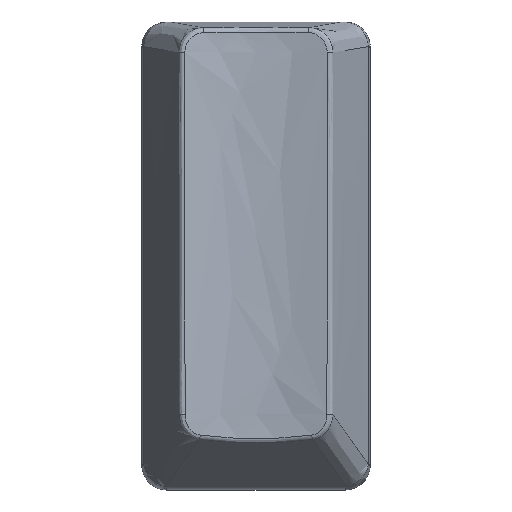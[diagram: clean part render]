
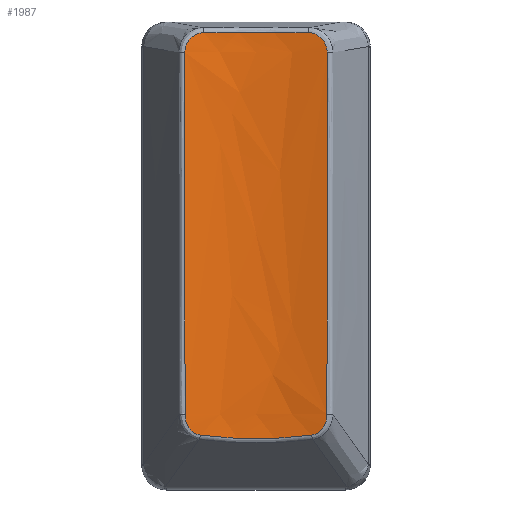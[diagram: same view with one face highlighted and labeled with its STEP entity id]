
A CAD part, top view. The second image highlights one B-rep face of the part: STEP entity #1987.
In plain terms, the highlighted free-form (B-spline) face has degree [1, 2] with [2, 3] control points.
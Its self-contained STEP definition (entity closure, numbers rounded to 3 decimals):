
#14=(
BOUNDED_SURFACE()
B_SPLINE_SURFACE(1,2,((#4792,#4793,#4794),(#4795,#4796,#4797)),
 .UNSPECIFIED.,.F.,.F.,.F.)
B_SPLINE_SURFACE_WITH_KNOTS((2,2),(3,3),(-1.41,0.09),
(-1.836,-1.306),.UNSPECIFIED.)
GEOMETRIC_REPRESENTATION_ITEM()
RATIONAL_B_SPLINE_SURFACE(((1.,0.965,1.),(1.,0.965,
1.)))
REPRESENTATION_ITEM('')
SURFACE()
);
#252=FACE_OUTER_BOUND('',#377,.T.);
#377=EDGE_LOOP('',(#1762,#1763,#1764,#1765,#1766,#1767,#1768,#1769));
#729=B_SPLINE_CURVE_WITH_KNOTS('',3,(#4532,#4533,#4534,#4535),
 .UNSPECIFIED.,.F.,.F.,(4,4),(0.,0.852),.UNSPECIFIED.);
#731=B_SPLINE_CURVE_WITH_KNOTS('',3,(#4569,#4570,#4571,#4572,#4573),
 .UNSPECIFIED.,.F.,.F.,(4,1,4),(0.,0.141,
0.246),.UNSPECIFIED.);
#733=B_SPLINE_CURVE_WITH_KNOTS('',3,(#4601,#4602,#4603,#4604),
 .UNSPECIFIED.,.F.,.F.,(4,4),(0.,2.879),.UNSPECIFIED.);
#735=B_SPLINE_CURVE_WITH_KNOTS('',3,(#4637,#4638,#4639,#4640,#4641),
 .UNSPECIFIED.,.F.,.F.,(4,1,4),(0.,0.13,0.228),
 .UNSPECIFIED.);
#736=B_SPLINE_CURVE_WITH_KNOTS('',3,(#4660,#4661,#4662,#4663),
 .UNSPECIFIED.,.F.,.F.,(4,4),(0.,0.911),.UNSPECIFIED.);
#737=B_SPLINE_CURVE_WITH_KNOTS('',3,(#4696,#4697,#4698,#4699,#4700,#4701),
 .UNSPECIFIED.,.F.,.F.,(4,1,1,4),(0.,0.065,
0.13,0.228),.UNSPECIFIED.);
#738=B_SPLINE_CURVE_WITH_KNOTS('',3,(#4724,#4725,#4726,#4727),
 .UNSPECIFIED.,.F.,.F.,(4,4),(0.,2.879),
 .UNSPECIFIED.);
#740=B_SPLINE_CURVE_WITH_KNOTS('',3,(#4758,#4759,#4760,#4761,#4762),
 .UNSPECIFIED.,.F.,.F.,(4,1,4),(0.,0.141,0.246),
 .UNSPECIFIED.);
#915=VERTEX_POINT('',#4522);
#918=VERTEX_POINT('',#4530);
#919=VERTEX_POINT('',#4561);
#921=VERTEX_POINT('',#4594);
#923=VERTEX_POINT('',#4630);
#924=VERTEX_POINT('',#4658);
#925=VERTEX_POINT('',#4694);
#926=VERTEX_POINT('',#4722);
#1198=EDGE_CURVE('',#918,#915,#729,.T.);
#1201=EDGE_CURVE('',#915,#919,#731,.T.);
#1204=EDGE_CURVE('',#919,#921,#733,.T.);
#1207=EDGE_CURVE('',#921,#923,#735,.T.);
#1209=EDGE_CURVE('',#923,#924,#736,.T.);
#1211=EDGE_CURVE('',#924,#925,#737,.T.);
#1213=EDGE_CURVE('',#925,#926,#738,.T.);
#1215=EDGE_CURVE('',#926,#918,#740,.T.);
#1762=ORIENTED_EDGE('',*,*,#1198,.F.);
#1763=ORIENTED_EDGE('',*,*,#1215,.F.);
#1764=ORIENTED_EDGE('',*,*,#1213,.F.);
#1765=ORIENTED_EDGE('',*,*,#1211,.F.);
#1766=ORIENTED_EDGE('',*,*,#1209,.F.);
#1767=ORIENTED_EDGE('',*,*,#1207,.F.);
#1768=ORIENTED_EDGE('',*,*,#1204,.F.);
#1769=ORIENTED_EDGE('',*,*,#1201,.F.);
#1987=ADVANCED_FACE('',(#252),#14,.T.);
#4522=CARTESIAN_POINT('',(4.156,17.749,5.682));
#4530=CARTESIAN_POINT('',(-4.156,17.749,5.682));
#4532=CARTESIAN_POINT('Ctrl Pts',(-4.156,17.749,5.682));
#4533=CARTESIAN_POINT('Ctrl Pts',(-1.42,17.797,5.147));
#4534=CARTESIAN_POINT('Ctrl Pts',(1.42,17.797,5.147));
#4535=CARTESIAN_POINT('Ctrl Pts',(4.156,17.749,5.682));
#4561=CARTESIAN_POINT('',(5.656,16.185,6.06));
#4569=CARTESIAN_POINT('Ctrl Pts',(4.156,17.749,5.682));
#4570=CARTESIAN_POINT('Ctrl Pts',(4.608,17.741,5.77));
#4571=CARTESIAN_POINT('Ctrl Pts',(5.385,17.36,5.961));
#4572=CARTESIAN_POINT('Ctrl Pts',(5.656,16.537,6.053));
#4573=CARTESIAN_POINT('Ctrl Pts',(5.656,16.185,6.06));
#4594=CARTESIAN_POINT('',(5.644,-12.595,6.605));
#4601=CARTESIAN_POINT('Ctrl Pts',(5.656,16.185,6.06));
#4602=CARTESIAN_POINT('Ctrl Pts',(5.652,6.592,6.242));
#4603=CARTESIAN_POINT('Ctrl Pts',(5.648,-3.002,6.423));
#4604=CARTESIAN_POINT('Ctrl Pts',(5.644,-12.595,6.605));
#4630=CARTESIAN_POINT('',(4.43,-14.252,6.347));
#4637=CARTESIAN_POINT('Ctrl Pts',(5.644,-12.595,6.605));
#4638=CARTESIAN_POINT('Ctrl Pts',(5.644,-13.029,6.614));
#4639=CARTESIAN_POINT('Ctrl Pts',(5.413,-13.807,6.563));
#4640=CARTESIAN_POINT('Ctrl Pts',(4.74,-14.21,6.411));
#4641=CARTESIAN_POINT('Ctrl Pts',(4.43,-14.252,6.347));
#4658=CARTESIAN_POINT('',(-4.43,-14.252,6.347));
#4660=CARTESIAN_POINT('Ctrl Pts',(4.43,-14.252,6.347));
#4661=CARTESIAN_POINT('Ctrl Pts',(1.534,-14.647,5.75));
#4662=CARTESIAN_POINT('Ctrl Pts',(-1.534,-14.647,5.75));
#4663=CARTESIAN_POINT('Ctrl Pts',(-4.43,-14.252,6.347));
#4694=CARTESIAN_POINT('',(-5.644,-12.595,6.605));
#4696=CARTESIAN_POINT('Ctrl Pts',(-4.43,-14.252,6.347));
#4697=CARTESIAN_POINT('Ctrl Pts',(-4.637,-14.224,6.39));
#4698=CARTESIAN_POINT('Ctrl Pts',(-5.036,-14.058,6.477));
#4699=CARTESIAN_POINT('Ctrl Pts',(-5.523,-13.468,6.588));
#4700=CARTESIAN_POINT('Ctrl Pts',(-5.644,-12.921,6.612));
#4701=CARTESIAN_POINT('Ctrl Pts',(-5.644,-12.595,6.605));
#4722=CARTESIAN_POINT('',(-5.656,16.185,6.06));
#4724=CARTESIAN_POINT('Ctrl Pts',(-5.644,-12.595,6.605));
#4725=CARTESIAN_POINT('Ctrl Pts',(-5.648,-3.002,6.423));
#4726=CARTESIAN_POINT('Ctrl Pts',(-5.652,6.592,6.242));
#4727=CARTESIAN_POINT('Ctrl Pts',(-5.656,16.185,6.06));
#4758=CARTESIAN_POINT('Ctrl Pts',(-5.656,16.185,6.06));
#4759=CARTESIAN_POINT('Ctrl Pts',(-5.656,16.654,6.051));
#4760=CARTESIAN_POINT('Ctrl Pts',(-5.283,17.464,5.931));
#4761=CARTESIAN_POINT('Ctrl Pts',(-4.495,17.743,5.748));
#4762=CARTESIAN_POINT('Ctrl Pts',(-4.156,17.749,5.682));
#4792=CARTESIAN_POINT('Ctrl Pts',(5.656,-14.549,6.646));
#4793=CARTESIAN_POINT('Ctrl Pts',(0.,-14.578,
5.119));
#4794=CARTESIAN_POINT('Ctrl Pts',(-5.656,-14.549,6.646));
#4795=CARTESIAN_POINT('Ctrl Pts',(5.656,17.813,6.029));
#4796=CARTESIAN_POINT('Ctrl Pts',(0.,17.784,
4.502));
#4797=CARTESIAN_POINT('Ctrl Pts',(-5.656,17.813,6.029));
